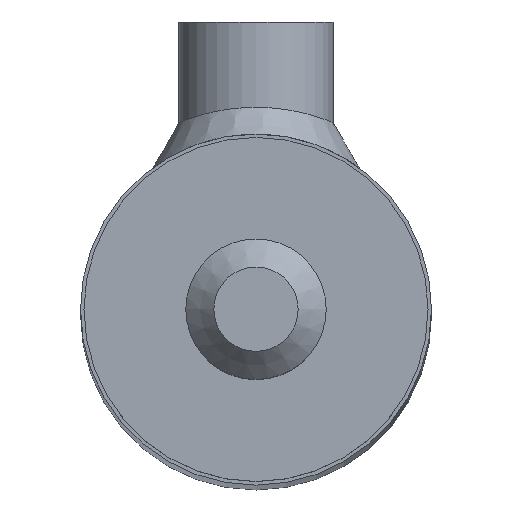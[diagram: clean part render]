
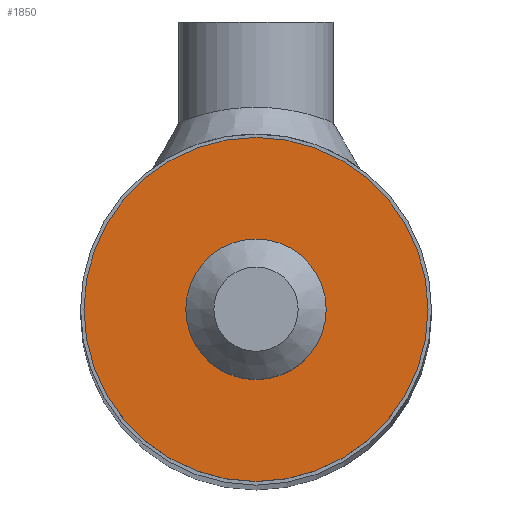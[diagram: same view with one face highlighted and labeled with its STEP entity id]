
A CAD part, top view. The second image highlights one B-rep face of the part: STEP entity #1850.
In plain terms, the highlighted face is planar.
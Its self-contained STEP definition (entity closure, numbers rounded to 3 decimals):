
#206=FACE_BOUND('',#518,.T.);
#250=PLANE('',#2231);
#366=FACE_OUTER_BOUND('',#517,.T.);
#517=EDGE_LOOP('',(#1695));
#518=EDGE_LOOP('',(#1696));
#801=CIRCLE('',#2195,10.);
#821=CIRCLE('',#2229,24.5);
#959=VERTEX_POINT('',#4488);
#979=VERTEX_POINT('',#4552);
#1189=EDGE_CURVE('',#959,#959,#801,.T.);
#1219=EDGE_CURVE('',#979,#979,#821,.T.);
#1695=ORIENTED_EDGE('',*,*,#1219,.F.);
#1696=ORIENTED_EDGE('',*,*,#1189,.T.);
#1850=ADVANCED_FACE('',(#366,#206),#250,.F.);
#2195=AXIS2_PLACEMENT_3D('',#4490,#2697,#2698);
#2229=AXIS2_PLACEMENT_3D('',#4554,#2775,#2776);
#2231=AXIS2_PLACEMENT_3D('',#4556,#2779,#2780);
#2697=DIRECTION('center_axis',(1.,0.,0.));
#2698=DIRECTION('ref_axis',(0.,0.,-1.));
#2775=DIRECTION('center_axis',(1.,0.,0.));
#2776=DIRECTION('ref_axis',(0.,1.,0.));
#2779=DIRECTION('center_axis',(1.,0.,0.));
#2780=DIRECTION('ref_axis',(0.,0.,-1.));
#4488=CARTESIAN_POINT('',(0.,0.,10.));
#4490=CARTESIAN_POINT('Origin',(0.,0.,0.));
#4552=CARTESIAN_POINT('',(0.,-24.5,0.));
#4554=CARTESIAN_POINT('Origin',(0.,0.,0.));
#4556=CARTESIAN_POINT('Origin',(0.,0.,0.));
